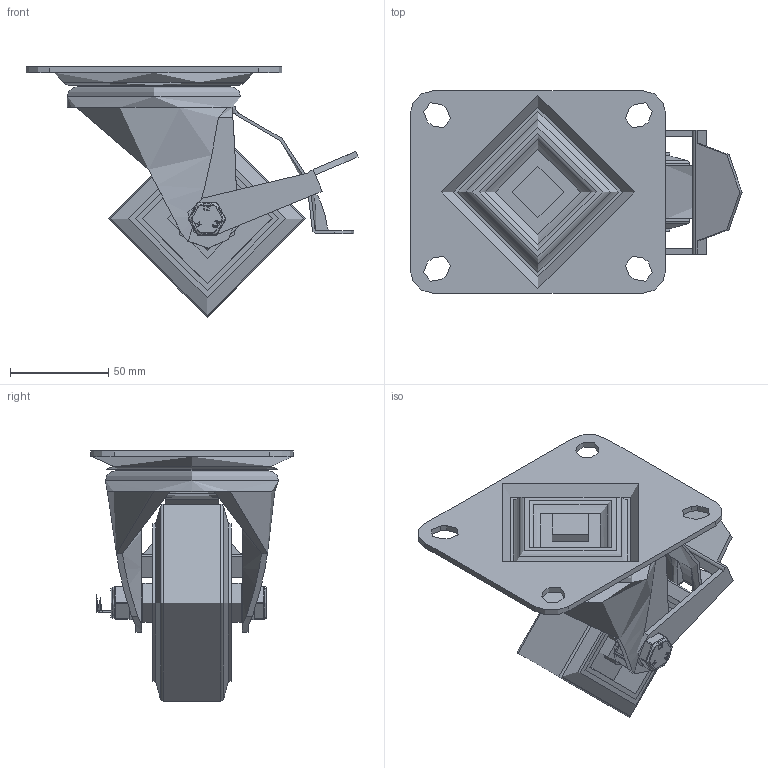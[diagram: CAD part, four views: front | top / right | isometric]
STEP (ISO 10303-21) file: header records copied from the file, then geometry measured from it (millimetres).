
FILE_DESCRIPTION(/* description */ (''),/* implementation_level */ '2;1');
FILE_NAME(/* name */ 'BZH100ERBJBRLP.step',/* time_stamp */ '2024-05-02T15:11:38+01:00',/* author */ (''),/* organization */ (''),/* preprocessor_version */ 'ST-DEVELOPER v20',/* originating_system */ 'Autodesk Translation Framework v12.20.1.177',/* authorisation */ '');
FILE_SCHEMA (('AUTOMOTIVE_DESIGN { 1 0 10303 214 3 1 1 }'));
Length unit declared in the file: millimetre
Products named in the file (33): BZH100ERBJBRLP; BZH100ASBRLP v1; ZINC PLATED, PRESSED STEEL TOP PLATE; ZINC PLATED, PRESSED STEEL FORKS; ZINC PLATED, PRESSED STEEL BRAKE; BRAKE PEDAL; BRAKE; BZH100WERBJM15 v1; 65 SHORE A BLACK ELASTIC RUBBER; ALUMINIUM RIM; ALUMINIUM RIM Geometry; SPACER; BEARING6002; BALL BEARINGS; STEEL; BEARING6002 (1); BALL BEARINGS (1); Component3; STEEL (1); STEEL 1; STEEL 3; STEEL 2; RUBBER; TH15X5X10 - 3 v1; ZINC PLATED HEADED SPACER; TH15X5X10 - 3 v1 (1); ZINC PLATED HEADED SPACER (1); BOLTM10X80Z8.8 v2; ZINC PLATED STEEL BOLT; NYLOCM10Z v1; NYLOC NUT; RUBBER (1); NUT
Assembly tree (53 placements, depth 5):
  BZH100ERBJBRLP
    BZH100ASBRLP v1
      ZINC PLATED, PRESSED STEEL TOP PLATE
      ZINC PLATED, PRESSED STEEL FORKS
      ZINC PLATED, PRESSED STEEL BRAKE
        BRAKE PEDAL
        BRAKE
    BZH100WERBJM15 v1
      65 SHORE A BLACK ELASTIC RUBBER
      ALUMINIUM RIM
        ALUMINIUM RIM Geometry
        SPACER
      BEARING6002
        BALL BEARINGS
          Component3  x9
        STEEL
          STEEL 1
          STEEL 3
          STEEL 2
        RUBBER
      BEARING6002 (1)
        BALL BEARINGS (1)
          Component3  x9
        STEEL (1)
          STEEL 1
          STEEL 3
          STEEL 2
        RUBBER
    TH15X5X10 - 3 v1
      ZINC PLATED HEADED SPACER
    TH15X5X10 - 3 v1 (1)
      ZINC PLATED HEADED SPACER (1)
    BOLTM10X80Z8.8 v2
      ZINC PLATED STEEL BOLT
    NYLOCM10Z v1
      NYLOC NUT
        RUBBER (1)
        NUT
Bounding box: 168.66 x 103 x 127.13 mm (x, y, z)
Volume: 341305.8 mm3; surface area: 158971.6 mm2
Topology: 40 solids, 40 shells, 1121 faces, 2817 edges, 1838 vertices
Faces by surface type: plane 464, bspline 318, cylinder 225, sphere 74, torus 25, cone 15
Full cylindrical faces by diameter (mm): 8.141 x18, 9.85 x19, 10 x3, 10.5 x6, 12 x2, 14.75 x2, 15 x3, 16 x2, 18 x2, 20 x8, 21 x4, 21.6 x4, 26 x1, 27.4 x4, 28 x5, 28.4 x6, 30 x1, 32 x4, 36 x1, 40 x2, 73 x2, 80 x2, 82 x1, 88 x1, 100 x1
Entity records: 32397 total; most frequent: CARTESIAN_POINT 14355, ORIENTED_EDGE 3740, DIRECTION 3226, EDGE_CURVE 1870, VERTEX_POINT 1212, AXIS2_PLACEMENT_3D 1196, EDGE_LOOP 888, LINE 834
